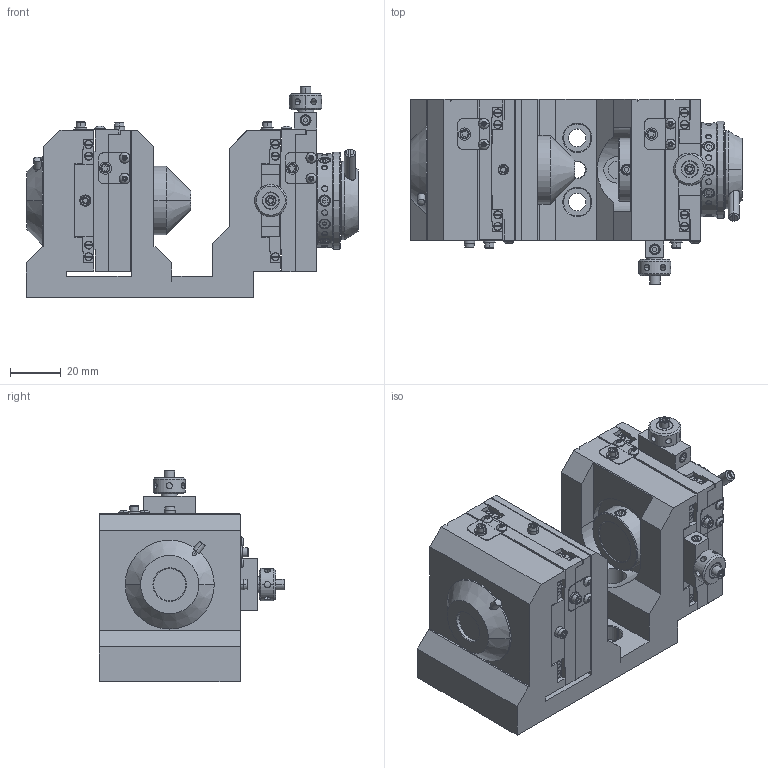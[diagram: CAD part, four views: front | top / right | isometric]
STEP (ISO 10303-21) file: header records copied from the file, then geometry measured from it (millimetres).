
FILE_DESCRIPTION (( 'STEP AP214' ), '1' );
FILE_NAME ('29100000_step.STEP', '2015-07-01T17:43:40', ( '' ), ( '' ), 'SwSTEP 2.0', 'SolidWorks 2015', '' );
FILE_SCHEMA (( 'AUTOMOTIVE_DESIGN' ));
Length unit declared in the file: inch
Products named in the file (1): 29100000_step
Bounding box: 130.32 x 72.85 x 82.96 mm (x, y, z)
Volume: 304056.4 mm3; surface area: 61413.2 mm2
Topology: 1 solids, 10 shells, 1491 faces, 3668 edges, 2340 vertices
Faces by surface type: plane 729, cylinder 460, cone 281, sphere 13, bspline 8
Entity records: 47826 total; most frequent: CARTESIAN_POINT 13139, ORIENTED_EDGE 7324, DIRECTION 7051, EDGE_CURVE 3662, AXIS2_PLACEMENT_3D 2529, VERTEX_POINT 2340, VECTOR 1993, LINE 1993
